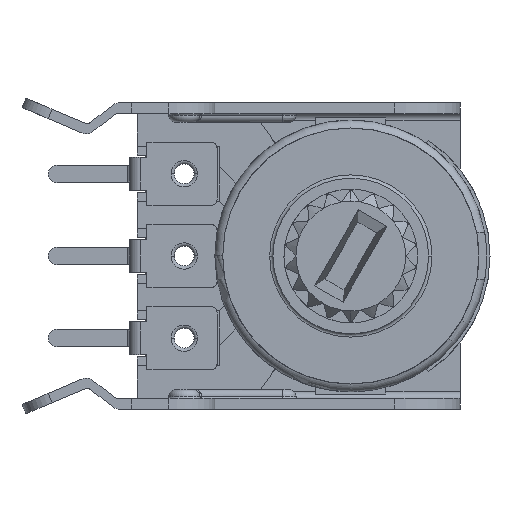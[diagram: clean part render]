
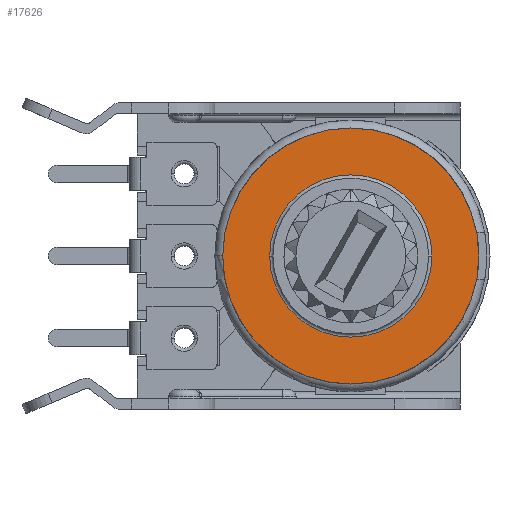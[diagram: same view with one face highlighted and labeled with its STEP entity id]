
A CAD part, front view. The second image highlights one B-rep face of the part: STEP entity #17626.
In plain terms, the highlighted planar face has unit normal (0, -1, 0).
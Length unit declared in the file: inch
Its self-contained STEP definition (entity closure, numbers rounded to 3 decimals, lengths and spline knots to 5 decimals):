
#165 = DIRECTION ( 'NONE',  ( 0., 0., 1. ) ) ;
#664 = EDGE_CURVE ( 'NONE', #2851, #6317, #9946, .T. ) ;
#1063 = ORIENTED_EDGE ( 'NONE', *, *, #14169, .T. ) ;
#1391 = PLANE ( 'NONE',  #11556 ) ;
#1547 = DIRECTION ( 'NONE',  ( 1., 0., 0. ) ) ;
#1572 = DIRECTION ( 'NONE',  ( 0., 0., -1. ) ) ;
#2824 = CARTESIAN_POINT ( 'NONE',  ( 0., 0., 0. ) ) ;
#2851 = VERTEX_POINT ( 'NONE', #8013 ) ;
#2927 = CARTESIAN_POINT ( 'NONE',  ( 0., 0., 0. ) ) ;
#3003 = AXIS2_PLACEMENT_3D ( 'NONE', #2927, #8437, #1572 ) ;
#3022 = DIRECTION ( 'NONE',  ( 0., -1., 0. ) ) ;
#3064 = AXIS2_PLACEMENT_3D ( 'NONE', #18514, #3022, #1547 ) ;
#3876 = EDGE_LOOP ( 'NONE', ( #12924, #1063 ) ) ;
#4004 = CARTESIAN_POINT ( 'NONE',  ( 0., 0., 0. ) ) ;
#4394 = VERTEX_POINT ( 'NONE', #16375 ) ;
#4520 = CIRCLE ( 'NONE', #3064, 0.14567 ) ;
#4795 = AXIS2_PLACEMENT_3D ( 'NONE', #10068, #10184, #165 ) ;
#6317 = VERTEX_POINT ( 'NONE', #11786 ) ;
#6657 = ORIENTED_EDGE ( 'NONE', *, *, #664, .F. ) ;
#6859 = FACE_BOUND ( 'NONE', #9659, .T. ) ;
#7747 = ORIENTED_EDGE ( 'NONE', *, *, #8517, .F. ) ;
#8013 = CARTESIAN_POINT ( 'NONE',  ( -0.14567, 0., 0. ) ) ;
#8311 = DIRECTION ( 'NONE',  ( 1., 0., 0. ) ) ;
#8371 = DIRECTION ( 'NONE',  ( 0., 1., 0. ) ) ;
#8437 = DIRECTION ( 'NONE',  ( 0., -1., 0. ) ) ;
#8517 = EDGE_CURVE ( 'NONE', #6317, #2851, #4520, .T. ) ;
#9333 = CIRCLE ( 'NONE', #4795, 0.23 ) ;
#9659 = EDGE_LOOP ( 'NONE', ( #6657, #7747 ) ) ;
#9946 = CIRCLE ( 'NONE', #14856, 0.14567 ) ;
#10068 = CARTESIAN_POINT ( 'NONE',  ( 0., 0., 0. ) ) ;
#10184 = DIRECTION ( 'NONE',  ( 0., -1., 0. ) ) ;
#11556 = AXIS2_PLACEMENT_3D ( 'NONE', #2824, #8371, #8311 ) ;
#11786 = CARTESIAN_POINT ( 'NONE',  ( 0.14567, 0., 0. ) ) ;
#11826 = EDGE_CURVE ( 'NONE', #4394, #12594, #9333, .T. ) ;
#12594 = VERTEX_POINT ( 'NONE', #17210 ) ;
#12924 = ORIENTED_EDGE ( 'NONE', *, *, #11826, .T. ) ;
#13318 = CIRCLE ( 'NONE', #3003, 0.23 ) ;
#13992 = FACE_OUTER_BOUND ( 'NONE', #3876, .T. ) ;
#14169 = EDGE_CURVE ( 'NONE', #12594, #4394, #13318, .T. ) ;
#14856 = AXIS2_PLACEMENT_3D ( 'NONE', #4004, #15374, #16999 ) ;
#15374 = DIRECTION ( 'NONE',  ( 0., -1., 0. ) ) ;
#16375 = CARTESIAN_POINT ( 'NONE',  ( 0., 0., 0.23 ) ) ;
#16999 = DIRECTION ( 'NONE',  ( -1., 0., 0. ) ) ;
#17210 = CARTESIAN_POINT ( 'NONE',  ( 0., 0., -0.23 ) ) ;
#17626 = ADVANCED_FACE ( 'NONE', ( #13992, #6859 ), #1391, .F. ) ;
#18514 = CARTESIAN_POINT ( 'NONE',  ( 0., 0., 0. ) ) ;
